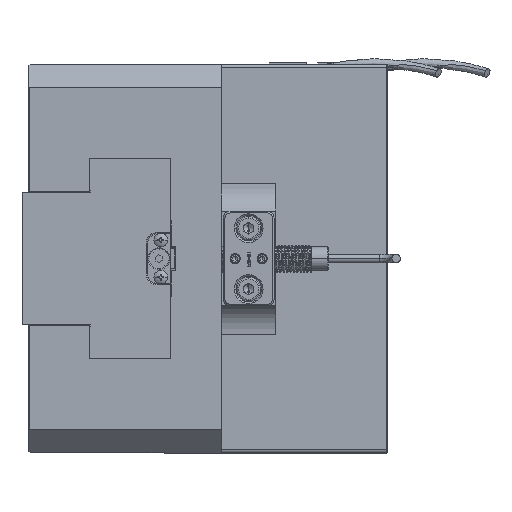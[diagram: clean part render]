
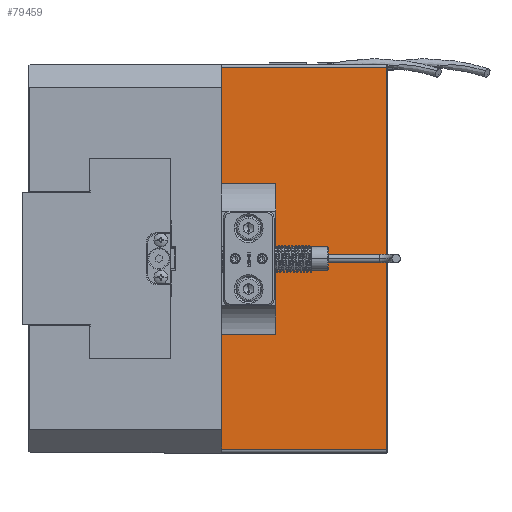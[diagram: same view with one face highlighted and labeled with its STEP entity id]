
A CAD part, left-side view. The second image highlights one B-rep face of the part: STEP entity #79459.
In plain terms, the highlighted planar face has unit normal (-1, 0, 0).
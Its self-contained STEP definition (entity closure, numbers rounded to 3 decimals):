
#2162 = ORIENTED_EDGE ( 'NONE', *, *, #93241, .T. ) ;
#2275 = DIRECTION ( 'NONE',  ( 0., -1., 0. ) ) ;
#3756 = ORIENTED_EDGE ( 'NONE', *, *, #10798, .F. ) ;
#3957 = CARTESIAN_POINT ( 'NONE',  ( -93., 33., -22.352 ) ) ;
#8978 = EDGE_CURVE ( 'NONE', #15318, #64720, #61725, .T. ) ;
#9626 = VECTOR ( 'NONE', #90474, 1000. ) ;
#10589 = ORIENTED_EDGE ( 'NONE', *, *, #81148, .T. ) ;
#10798 = EDGE_CURVE ( 'NONE', #79464, #21513, #51617, .T. ) ;
#15318 = VERTEX_POINT ( 'NONE', #22709 ) ;
#17598 = EDGE_CURVE ( 'NONE', #74330, #15318, #74886, .T. ) ;
#18133 = DIRECTION ( 'NONE',  ( 0., 0., -1. ) ) ;
#21513 = VERTEX_POINT ( 'NONE', #109364 ) ;
#22709 = CARTESIAN_POINT ( 'NONE',  ( -93., 33., 22.352 ) ) ;
#24466 = DIRECTION ( 'NONE',  ( 0., 0., 1. ) ) ;
#25025 = LINE ( 'NONE', #78021, #114732 ) ;
#25799 = ORIENTED_EDGE ( 'NONE', *, *, #17598, .T. ) ;
#28566 = PLANE ( 'NONE',  #104829 ) ;
#30603 = VECTOR ( 'NONE', #57271, 1000. ) ;
#33511 = LINE ( 'NONE', #108600, #9626 ) ;
#40762 = LINE ( 'NONE', #65301, #85541 ) ;
#44334 = CARTESIAN_POINT ( 'NONE',  ( -93., 49., 56.5 ) ) ;
#46500 = LINE ( 'NONE', #115925, #49327 ) ;
#49327 = VECTOR ( 'NONE', #62193, 1000. ) ;
#51617 = LINE ( 'NONE', #110976, #30603 ) ;
#55560 = DIRECTION ( 'NONE',  ( 0., 0., -1. ) ) ;
#56305 = LINE ( 'NONE', #93966, #101172 ) ;
#57271 = DIRECTION ( 'NONE',  ( 0., 0., 1. ) ) ;
#57570 = EDGE_CURVE ( 'NONE', #79464, #112070, #40762, .T. ) ;
#61725 = LINE ( 'NONE', #62781, #103827 ) ;
#62193 = DIRECTION ( 'NONE',  ( 0., 0., 1. ) ) ;
#62781 = CARTESIAN_POINT ( 'NONE',  ( -93., 33., 14. ) ) ;
#64720 = VERTEX_POINT ( 'NONE', #3957 ) ;
#64970 = CARTESIAN_POINT ( 'NONE',  ( -93., 0., 22.352 ) ) ;
#65122 = ORIENTED_EDGE ( 'NONE', *, *, #8978, .T. ) ;
#65301 = CARTESIAN_POINT ( 'NONE',  ( -93., 0., -56.5 ) ) ;
#69526 = VERTEX_POINT ( 'NONE', #77329 ) ;
#70815 = ORIENTED_EDGE ( 'NONE', *, *, #57570, .T. ) ;
#73200 = CARTESIAN_POINT ( 'NONE',  ( -93., 0., -57.5 ) ) ;
#73598 = CARTESIAN_POINT ( 'NONE',  ( -93., 49., -56.5 ) ) ;
#74269 = DIRECTION ( 'NONE',  ( 0., -1., 0. ) ) ;
#74330 = VERTEX_POINT ( 'NONE', #91375 ) ;
#74886 = LINE ( 'NONE', #64970, #95929 ) ;
#77329 = CARTESIAN_POINT ( 'NONE',  ( -93., 0.15, 56.5 ) ) ;
#77835 = ORIENTED_EDGE ( 'NONE', *, *, #78226, .T. ) ;
#78021 = CARTESIAN_POINT ( 'NONE',  ( -93., 49., -57.5 ) ) ;
#78226 = EDGE_CURVE ( 'NONE', #112070, #69526, #46500, .T. ) ;
#79459 = ADVANCED_FACE ( 'NONE', ( #99557 ), #28566, .F. ) ;
#79464 = VERTEX_POINT ( 'NONE', #73598 ) ;
#81148 = EDGE_CURVE ( 'NONE', #64720, #21513, #33511, .T. ) ;
#81552 = CARTESIAN_POINT ( 'NONE',  ( -93., 0.15, -56.5 ) ) ;
#85541 = VECTOR ( 'NONE', #74269, 1000. ) ;
#89789 = VERTEX_POINT ( 'NONE', #44334 ) ;
#90474 = DIRECTION ( 'NONE',  ( 0., 1., 0. ) ) ;
#91375 = CARTESIAN_POINT ( 'NONE',  ( -93., 49., 22.352 ) ) ;
#93241 = EDGE_CURVE ( 'NONE', #69526, #89789, #56305, .T. ) ;
#93966 = CARTESIAN_POINT ( 'NONE',  ( -93., 0., 56.5 ) ) ;
#95929 = VECTOR ( 'NONE', #2275, 1000. ) ;
#99557 = FACE_OUTER_BOUND ( 'NONE', #115753, .T. ) ;
#100422 = EDGE_CURVE ( 'NONE', #74330, #89789, #25025, .T. ) ;
#101172 = VECTOR ( 'NONE', #103027, 1000. ) ;
#103027 = DIRECTION ( 'NONE',  ( 0., 1., 0. ) ) ;
#103827 = VECTOR ( 'NONE', #18133, 1000. ) ;
#104829 = AXIS2_PLACEMENT_3D ( 'NONE', #73200, #109290, #55560 ) ;
#105240 = ORIENTED_EDGE ( 'NONE', *, *, #100422, .F. ) ;
#108600 = CARTESIAN_POINT ( 'NONE',  ( -93., 0., -22.352 ) ) ;
#109290 = DIRECTION ( 'NONE',  ( 1., 0., 0. ) ) ;
#109364 = CARTESIAN_POINT ( 'NONE',  ( -93., 49., -22.352 ) ) ;
#110976 = CARTESIAN_POINT ( 'NONE',  ( -93., 49., -57.5 ) ) ;
#112070 = VERTEX_POINT ( 'NONE', #81552 ) ;
#114732 = VECTOR ( 'NONE', #24466, 1000. ) ;
#115753 = EDGE_LOOP ( 'NONE', ( #105240, #25799, #65122, #10589, #3756, #70815, #77835, #2162 ) ) ;
#115925 = CARTESIAN_POINT ( 'NONE',  ( -93., 0.15, -57.5 ) ) ;
